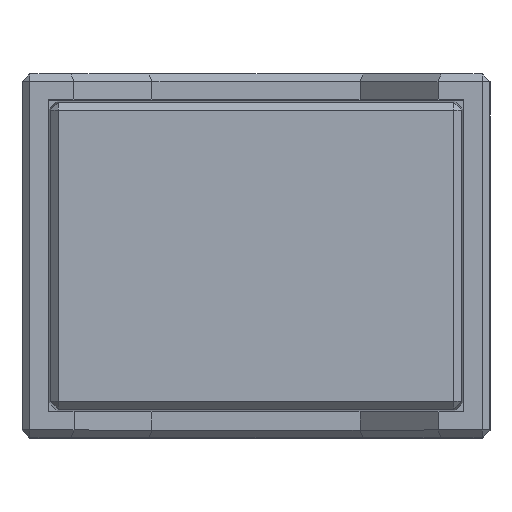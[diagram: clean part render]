
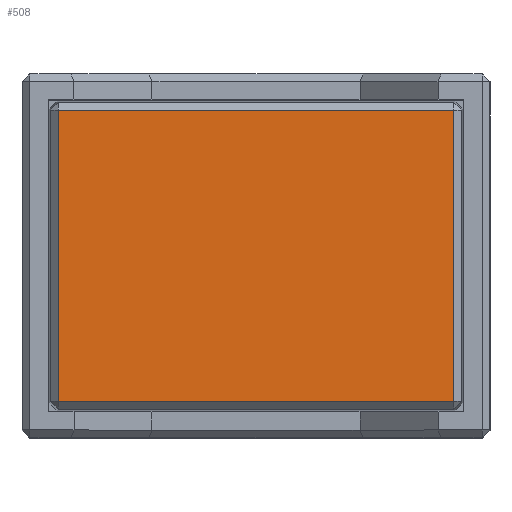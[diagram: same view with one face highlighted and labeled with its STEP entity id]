
A CAD part, top view. The second image highlights one B-rep face of the part: STEP entity #508.
In plain terms, the highlighted planar face has unit normal (0, 0, 1).
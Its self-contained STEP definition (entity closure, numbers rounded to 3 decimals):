
#424 = CARTESIAN_POINT ( 'NONE',  ( -7.597, 5.597, 4.7 ) ) ;
#497 = CARTESIAN_POINT ( 'NONE',  ( 7.597, 5.597, 4.7 ) ) ;
#508 = ADVANCED_FACE ( 'NONE', ( #3014 ), #4906, .F. ) ;
#643 = CARTESIAN_POINT ( 'NONE',  ( 7.597, -5.597, 4.7 ) ) ;
#684 = DIRECTION ( 'NONE',  ( -1., 0., 0. ) ) ;
#892 = EDGE_CURVE ( 'NONE', #2185, #5254, #2046, .T. ) ;
#939 = VECTOR ( 'NONE', #1455, 1000. ) ;
#1156 = VERTEX_POINT ( 'NONE', #497 ) ;
#1313 = EDGE_CURVE ( 'NONE', #1156, #2999, #3063, .T. ) ;
#1426 = EDGE_CURVE ( 'NONE', #2185, #2999, #2005, .T. ) ;
#1442 = AXIS2_PLACEMENT_3D ( 'NONE', #643, #2553, #4451 ) ;
#1455 = DIRECTION ( 'NONE',  ( 0., -1., 0. ) ) ;
#1822 = CARTESIAN_POINT ( 'NONE',  ( 7.597, -5.597, 4.7 ) ) ;
#2005 = LINE ( 'NONE', #3903, #5009 ) ;
#2046 = LINE ( 'NONE', #3947, #4496 ) ;
#2185 = VERTEX_POINT ( 'NONE', #4089 ) ;
#2553 = DIRECTION ( 'NONE',  ( 0., 0., -1. ) ) ;
#2621 = ORIENTED_EDGE ( 'NONE', *, *, #1426, .F. ) ;
#2922 = VECTOR ( 'NONE', #684, 1000. ) ;
#2999 = VERTEX_POINT ( 'NONE', #424 ) ;
#3014 = FACE_OUTER_BOUND ( 'NONE', #4881, .T. ) ;
#3063 = LINE ( 'NONE', #4952, #2922 ) ;
#3825 = LINE ( 'NONE', #5724, #939 ) ;
#3868 = EDGE_CURVE ( 'NONE', #1156, #5254, #3825, .T. ) ;
#3903 = CARTESIAN_POINT ( 'NONE',  ( -7.597, 0., 4.7 ) ) ;
#3947 = CARTESIAN_POINT ( 'NONE',  ( 0., -5.597, 4.7 ) ) ;
#3999 = ORIENTED_EDGE ( 'NONE', *, *, #3868, .F. ) ;
#4089 = CARTESIAN_POINT ( 'NONE',  ( -7.597, -5.597, 4.7 ) ) ;
#4277 = ORIENTED_EDGE ( 'NONE', *, *, #1313, .T. ) ;
#4451 = DIRECTION ( 'NONE',  ( -1., 0., 0. ) ) ;
#4496 = VECTOR ( 'NONE', #5841, 1000. ) ;
#4881 = EDGE_LOOP ( 'NONE', ( #4277, #2621, #5596, #3999 ) ) ;
#4906 = PLANE ( 'NONE',  #1442 ) ;
#4952 = CARTESIAN_POINT ( 'NONE',  ( 0., 5.597, 4.7 ) ) ;
#5009 = VECTOR ( 'NONE', #5800, 1000. ) ;
#5254 = VERTEX_POINT ( 'NONE', #1822 ) ;
#5596 = ORIENTED_EDGE ( 'NONE', *, *, #892, .T. ) ;
#5724 = CARTESIAN_POINT ( 'NONE',  ( 7.597, 0., 4.7 ) ) ;
#5800 = DIRECTION ( 'NONE',  ( 0., 1., 0. ) ) ;
#5841 = DIRECTION ( 'NONE',  ( 1., 0., 0. ) ) ;
